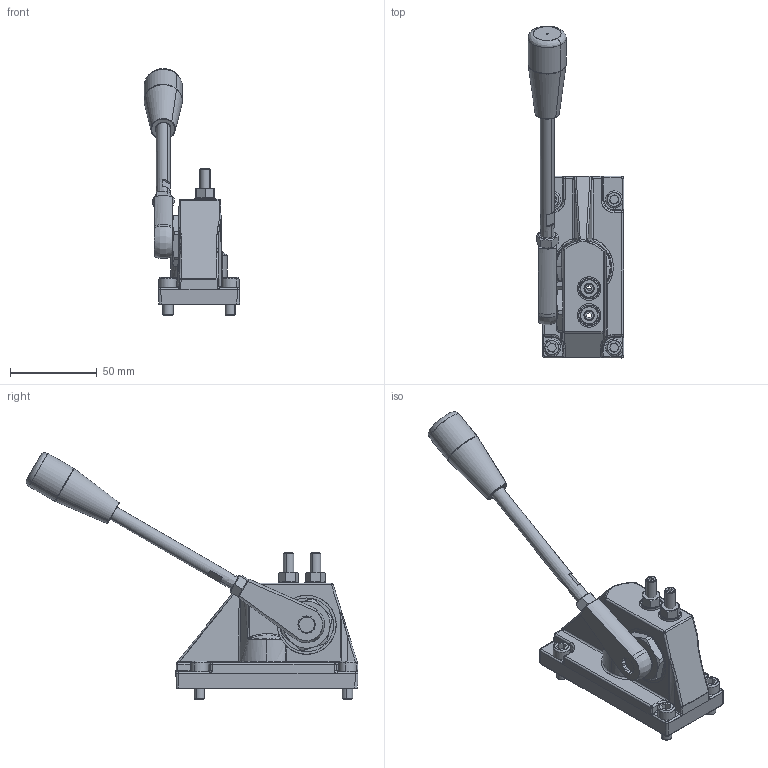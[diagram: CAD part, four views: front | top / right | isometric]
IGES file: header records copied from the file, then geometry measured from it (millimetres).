
Start section: SolidWorks IGES file using analytic representation for surfaces
Global section: file name: HCM0007704589.igs; native system: SolidWorks 2014; preprocessor: SolidWorks 2014; author: serviziopdm; date: 161214.152206; units: millimetre
Bounding box: 55.24 x 191.43 x 142.33 mm (x, y, z)
Surface area: 45945.4 mm2 (no closed solid volume)
Topology: 0 solids, 0 shells, 673 faces, 6408 edges, 6379 vertices
Faces by surface type: bspline 540, revolution 133
